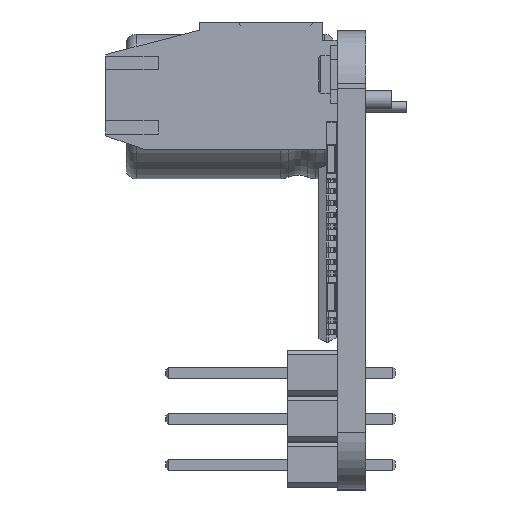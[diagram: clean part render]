
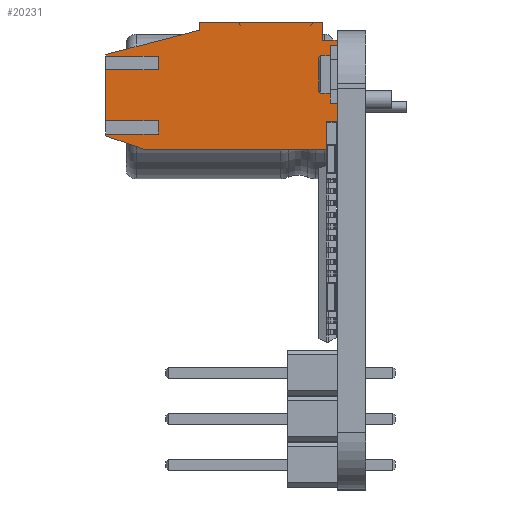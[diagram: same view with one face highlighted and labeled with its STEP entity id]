
A CAD part, left-side view. The second image highlights one B-rep face of the part: STEP entity #20231.
In plain terms, the highlighted planar face has unit normal (-1, 0, 0).
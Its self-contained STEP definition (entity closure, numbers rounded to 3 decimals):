
#1620=PLANE('',#22005);
#2553=FACE_OUTER_BOUND('',#3836,.T.);
#3836=EDGE_LOOP('',(#17069,#17070,#17071,#17072,#17073,#17074,#17075,#17076,
#17077,#17078,#17079,#17080,#17081,#17082,#17083,#17084,#17085));
#5561=LINE('',#31709,#7659);
#5570=LINE('',#31728,#7668);
#5571=LINE('',#31730,#7669);
#5572=LINE('',#31732,#7670);
#5573=LINE('',#31734,#7671);
#5574=LINE('',#31736,#7672);
#5575=LINE('',#31738,#7673);
#5576=LINE('',#31740,#7674);
#5577=LINE('',#31742,#7675);
#5578=LINE('',#31744,#7676);
#5579=LINE('',#31746,#7677);
#5580=LINE('',#31748,#7678);
#5581=LINE('',#31750,#7679);
#5582=LINE('',#31752,#7680);
#5583=LINE('',#31754,#7681);
#5584=LINE('',#31756,#7682);
#5585=LINE('',#31757,#7683);
#7659=VECTOR('',#26075,10.);
#7668=VECTOR('',#26086,7.4);
#7669=VECTOR('',#26087,0.8);
#7670=VECTOR('',#26088,1.);
#7671=VECTOR('',#26089,6.803);
#7672=VECTOR('',#26090,0.45);
#7673=VECTOR('',#26091,5.37);
#7674=VECTOR('',#26092,0.1);
#7675=VECTOR('',#26093,2.9);
#7676=VECTOR('',#26094,0.75);
#7677=VECTOR('',#26095,2.9);
#7678=VECTOR('',#26096,2.8);
#7679=VECTOR('',#26097,2.9);
#7680=VECTOR('',#26098,0.75);
#7681=VECTOR('',#26099,2.9);
#7682=VECTOR('',#26100,0.1);
#7683=VECTOR('',#26101,2.277);
#10207=VERTEX_POINT('',#31703);
#10209=VERTEX_POINT('',#31707);
#10218=VERTEX_POINT('',#31727);
#10219=VERTEX_POINT('',#31729);
#10220=VERTEX_POINT('',#31731);
#10221=VERTEX_POINT('',#31733);
#10222=VERTEX_POINT('',#31735);
#10223=VERTEX_POINT('',#31737);
#10224=VERTEX_POINT('',#31739);
#10225=VERTEX_POINT('',#31741);
#10226=VERTEX_POINT('',#31743);
#10227=VERTEX_POINT('',#31745);
#10228=VERTEX_POINT('',#31747);
#10229=VERTEX_POINT('',#31749);
#10230=VERTEX_POINT('',#31751);
#10231=VERTEX_POINT('',#31753);
#10232=VERTEX_POINT('',#31755);
#12596=EDGE_CURVE('',#10207,#10209,#5561,.T.);
#12605=EDGE_CURVE('',#10209,#10218,#5570,.T.);
#12606=EDGE_CURVE('',#10219,#10218,#5571,.T.);
#12607=EDGE_CURVE('',#10220,#10219,#5572,.T.);
#12608=EDGE_CURVE('',#10221,#10220,#5573,.T.);
#12609=EDGE_CURVE('',#10222,#10221,#5574,.T.);
#12610=EDGE_CURVE('',#10223,#10222,#5575,.T.);
#12611=EDGE_CURVE('',#10224,#10223,#5576,.T.);
#12612=EDGE_CURVE('',#10225,#10224,#5577,.T.);
#12613=EDGE_CURVE('',#10226,#10225,#5578,.T.);
#12614=EDGE_CURVE('',#10227,#10226,#5579,.T.);
#12615=EDGE_CURVE('',#10228,#10227,#5580,.T.);
#12616=EDGE_CURVE('',#10229,#10228,#5581,.T.);
#12617=EDGE_CURVE('',#10230,#10229,#5582,.T.);
#12618=EDGE_CURVE('',#10231,#10230,#5583,.T.);
#12619=EDGE_CURVE('',#10232,#10231,#5584,.T.);
#12620=EDGE_CURVE('',#10207,#10232,#5585,.T.);
#17069=ORIENTED_EDGE('',*,*,#12596,.T.);
#17070=ORIENTED_EDGE('',*,*,#12605,.T.);
#17071=ORIENTED_EDGE('',*,*,#12606,.F.);
#17072=ORIENTED_EDGE('',*,*,#12607,.F.);
#17073=ORIENTED_EDGE('',*,*,#12608,.F.);
#17074=ORIENTED_EDGE('',*,*,#12609,.F.);
#17075=ORIENTED_EDGE('',*,*,#12610,.F.);
#17076=ORIENTED_EDGE('',*,*,#12611,.F.);
#17077=ORIENTED_EDGE('',*,*,#12612,.F.);
#17078=ORIENTED_EDGE('',*,*,#12613,.F.);
#17079=ORIENTED_EDGE('',*,*,#12614,.F.);
#17080=ORIENTED_EDGE('',*,*,#12615,.F.);
#17081=ORIENTED_EDGE('',*,*,#12616,.F.);
#17082=ORIENTED_EDGE('',*,*,#12617,.F.);
#17083=ORIENTED_EDGE('',*,*,#12618,.F.);
#17084=ORIENTED_EDGE('',*,*,#12619,.F.);
#17085=ORIENTED_EDGE('',*,*,#12620,.F.);
#20231=ADVANCED_FACE('',(#2553),#1620,.F.);
#22005=AXIS2_PLACEMENT_3D('',#31726,#26084,#26085);
#26075=DIRECTION('',(0.,-1.,0.));
#26084=DIRECTION('center_axis',(1.,0.,0.));
#26085=DIRECTION('ref_axis',(0.,0.,-1.));
#26086=DIRECTION('',(0.,0.,1.));
#26087=DIRECTION('',(0.,-1.,0.));
#26088=DIRECTION('',(0.,0.,-1.));
#26089=DIRECTION('',(0.,-1.,0.));
#26090=DIRECTION('',(0.,0.,1.));
#26091=DIRECTION('',(0.,-0.968,0.251));
#26092=DIRECTION('',(0.,0.,1.));
#26093=DIRECTION('',(0.,1.,0.));
#26094=DIRECTION('',(0.,0.,1.));
#26095=DIRECTION('',(0.,-1.,0.));
#26096=DIRECTION('',(0.,0.,1.));
#26097=DIRECTION('',(0.,1.,0.));
#26098=DIRECTION('',(0.,0.,1.));
#26099=DIRECTION('',(0.,-1.,0.));
#26100=DIRECTION('',(0.,0.,1.));
#26101=DIRECTION('',(0.,0.944,0.329));
#31703=CARTESIAN_POINT('',(0.,10.65,-7.05));
#31707=CARTESIAN_POINT('',(0.,0.,-7.05));
#31709=CARTESIAN_POINT('',(0.,11.725,-7.05));
#31726=CARTESIAN_POINT('Origin',(0.,12.8,0.));
#31727=CARTESIAN_POINT('',(0.,0.,-1.));
#31728=CARTESIAN_POINT('',(0.,0.,-8.4));
#31729=CARTESIAN_POINT('',(0.,0.8,-1.));
#31730=CARTESIAN_POINT('',(0.,0.8,-1.));
#31731=CARTESIAN_POINT('',(0.,0.8,0.));
#31732=CARTESIAN_POINT('',(0.,0.8,0.));
#31733=CARTESIAN_POINT('',(0.,7.603,0.));
#31734=CARTESIAN_POINT('',(0.,7.603,0.));
#31735=CARTESIAN_POINT('',(0.,7.603,-0.45));
#31736=CARTESIAN_POINT('',(0.,7.603,-0.45));
#31737=CARTESIAN_POINT('',(0.,12.8,-1.8));
#31738=CARTESIAN_POINT('',(0.,12.8,-1.8));
#31739=CARTESIAN_POINT('',(0.,12.8,-1.9));
#31740=CARTESIAN_POINT('',(0.,12.8,-1.9));
#31741=CARTESIAN_POINT('',(0.,9.9,-1.9));
#31742=CARTESIAN_POINT('',(0.,9.9,-1.9));
#31743=CARTESIAN_POINT('',(0.,9.9,-2.65));
#31744=CARTESIAN_POINT('',(0.,9.9,-2.65));
#31745=CARTESIAN_POINT('',(0.,12.8,-2.65));
#31746=CARTESIAN_POINT('',(0.,12.8,-2.65));
#31747=CARTESIAN_POINT('',(0.,12.8,-5.45));
#31748=CARTESIAN_POINT('',(0.,12.8,-5.45));
#31749=CARTESIAN_POINT('',(0.,9.9,-5.45));
#31750=CARTESIAN_POINT('',(0.,9.9,-5.45));
#31751=CARTESIAN_POINT('',(0.,9.9,-6.2));
#31752=CARTESIAN_POINT('',(0.,9.9,-6.2));
#31753=CARTESIAN_POINT('',(0.,12.8,-6.2));
#31754=CARTESIAN_POINT('',(0.,12.8,-6.2));
#31755=CARTESIAN_POINT('',(0.,12.8,-6.3));
#31756=CARTESIAN_POINT('',(0.,12.8,-6.3));
#31757=CARTESIAN_POINT('',(0.,10.65,-7.05));
